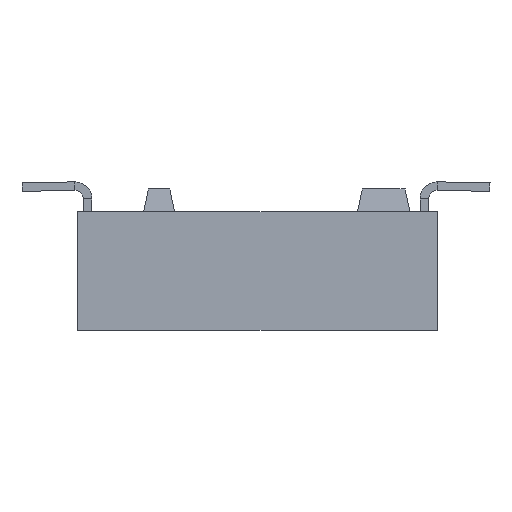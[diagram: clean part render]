
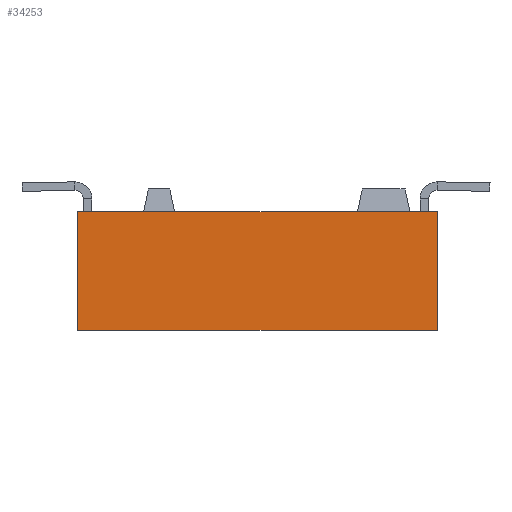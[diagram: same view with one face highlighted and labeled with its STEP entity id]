
A CAD part, left-side view. The second image highlights one B-rep face of the part: STEP entity #34253.
In plain terms, the highlighted planar face has unit normal (-1, 0, 0).
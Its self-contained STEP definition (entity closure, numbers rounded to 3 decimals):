
#33=DIRECTION('',(0.,0.,1.));
#34=VECTOR('',#33,2.77);
#35=CARTESIAN_POINT('',(-20.28,-4.2,-1.385));
#36=LINE('5181',#35,#34);
#857=DIRECTION('',(0.,1.,0.));
#858=VECTOR('',#857,8.4);
#859=CARTESIAN_POINT('',(-20.28,-4.2,1.385));
#860=LINE('5187',#859,#858);
#8533=DIRECTION('',(0.,1.,0.));
#8534=VECTOR('',#8533,8.4);
#8535=CARTESIAN_POINT('',(-20.28,-4.2,-1.385));
#8536=LINE('5186',#8535,#8534);
#14381=DIRECTION('',(0.,0.,1.));
#14382=VECTOR('',#14381,2.77);
#14383=CARTESIAN_POINT('',(-20.28,4.2,-1.385));
#14384=LINE('5184',#14383,#14382);
#16913=CARTESIAN_POINT('',(-20.28,-4.2,-1.385));
#16914=CARTESIAN_POINT('',(-20.28,-4.2,1.385));
#16915=VERTEX_POINT('',#16913);
#16916=VERTEX_POINT('',#16914);
#16921=CARTESIAN_POINT('',(-20.28,4.2,-1.385));
#16922=CARTESIAN_POINT('',(-20.28,4.2,1.385));
#16923=VERTEX_POINT('',#16921);
#16924=VERTEX_POINT('',#16922);
#34240=CARTESIAN_POINT('',(-20.28,-4.2,-1.385));
#34241=DIRECTION('',(-1.,0.,0.));
#34242=DIRECTION('',(0.,0.,1.));
#34243=AXIS2_PLACEMENT_3D('',#34240,#34241,#34242);
#34244=PLANE('3577',#34243);
#34245=ORIENTED_EDGE('5181',*,*,#22006,.F.);
#34247=ORIENTED_EDGE('5186',*,*,#34246,.T.);
#34249=ORIENTED_EDGE('5184',*,*,#34248,.T.);
#34250=ORIENTED_EDGE('5187',*,*,#22480,.F.);
#34251=EDGE_LOOP('3577',(#34245,#34247,#34249,#34250));
#34252=FACE_OUTER_BOUND('3577',#34251,.F.);
#34253=ADVANCED_FACE('3577',(#34252),#34244,.T.);
#22006=EDGE_CURVE('5181',#16915,#16916,#36,.T.);
#22480=EDGE_CURVE('5187',#16916,#16924,#860,.T.);
#34246=EDGE_CURVE('5186',#16915,#16923,#8536,.T.);
#34248=EDGE_CURVE('5184',#16923,#16924,#14384,.T.);
